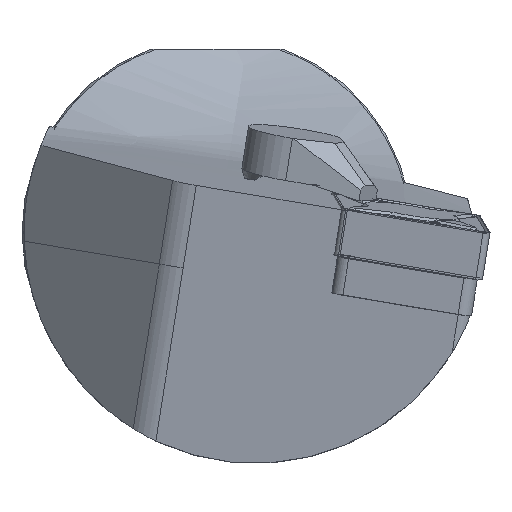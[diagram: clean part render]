
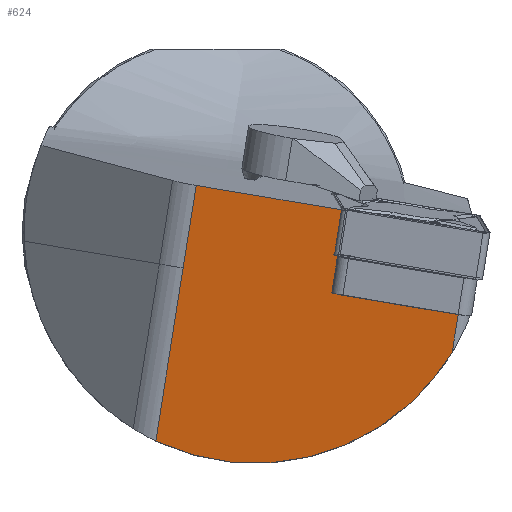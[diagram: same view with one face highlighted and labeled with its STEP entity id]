
A CAD part, left-side view. The second image highlights one B-rep face of the part: STEP entity #624.
In plain terms, the highlighted planar face has unit normal (-0.991, 0.102, -0.089).
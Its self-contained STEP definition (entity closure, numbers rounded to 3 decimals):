
#571=ELLIPSE('',#2577,29.877,29.6);
#583=B_SPLINE_CURVE_WITH_KNOTS('',3,(#3418,#3419,#3420,#3421,#3422,#3423,
#3424),.UNSPECIFIED.,.F.,.F.,(4,3,4),(0.,0.639,1.),
 .UNSPECIFIED.);
#624=ADVANCED_FACE('',(#809),#739,.F.);
#739=PLANE('',#2578);
#809=FACE_OUTER_BOUND('',#919,.T.);
#919=EDGE_LOOP('',(#1425,#1426,#1427,#1428,#1429,#1430,#1431,#1432,#1433,
#1434));
#1040=LINE('',#3349,#1217);
#1050=LINE('',#3385,#1227);
#1057=LINE('',#3416,#1234);
#1058=LINE('',#3426,#1235);
#1059=LINE('',#3428,#1236);
#1060=LINE('',#3430,#1237);
#1061=LINE('',#3434,#1238);
#1217=VECTOR('',#2771,1.);
#1227=VECTOR('',#2789,1.);
#1234=VECTOR('',#2806,1.);
#1235=VECTOR('',#2807,1.);
#1236=VECTOR('',#2808,1.);
#1237=VECTOR('',#2809,1.);
#1238=VECTOR('',#2812,1.);
#1425=ORIENTED_EDGE('',*,*,#2217,.T.);
#1426=ORIENTED_EDGE('',*,*,#2193,.T.);
#1427=ORIENTED_EDGE('',*,*,#2206,.T.);
#1428=ORIENTED_EDGE('',*,*,#2218,.T.);
#1429=ORIENTED_EDGE('',*,*,#2219,.T.);
#1430=ORIENTED_EDGE('',*,*,#2220,.F.);
#1431=ORIENTED_EDGE('',*,*,#2220,.T.);
#1432=ORIENTED_EDGE('',*,*,#2221,.T.);
#1433=ORIENTED_EDGE('',*,*,#2222,.T.);
#1434=ORIENTED_EDGE('',*,*,#2223,.F.);
#1994=VERTEX_POINT('',#3346);
#1995=VERTEX_POINT('',#3348);
#2006=VERTEX_POINT('',#3384);
#2014=VERTEX_POINT('',#3417);
#2015=VERTEX_POINT('',#3425);
#2016=VERTEX_POINT('',#3427);
#2017=VERTEX_POINT('',#3429);
#2018=VERTEX_POINT('',#3431);
#2019=VERTEX_POINT('',#3433);
#2193=EDGE_CURVE('',#1994,#1995,#1040,.T.);
#2206=EDGE_CURVE('',#1995,#2006,#1050,.T.);
#2217=EDGE_CURVE('',#2014,#1994,#1057,.T.);
#2218=EDGE_CURVE('',#2006,#2015,#583,.T.);
#2219=EDGE_CURVE('',#2015,#2016,#1058,.T.);
#2220=EDGE_CURVE('',#2017,#2016,#1059,.T.);
#2221=EDGE_CURVE('',#2016,#2018,#1060,.T.);
#2222=EDGE_CURVE('',#2018,#2019,#571,.T.);
#2223=EDGE_CURVE('',#2014,#2019,#1061,.T.);
#2577=AXIS2_PLACEMENT_3D('',#3432,#2810,#2811);
#2578=AXIS2_PLACEMENT_3D('',#3435,#2813,#2814);
#2771=DIRECTION('',(0.087,0.983,0.165));
#2789=DIRECTION('',(-0.105,-0.156,0.982));
#2806=DIRECTION('',(0.087,0.983,0.165));
#2807=DIRECTION('',(0.105,0.156,-0.982));
#2808=DIRECTION('',(0.087,0.983,0.165));
#2809=DIRECTION('',(0.105,0.156,-0.982));
#2810=DIRECTION('',(-0.991,0.102,-0.089));
#2811=DIRECTION('',(-0.136,-0.747,0.651));
#2812=DIRECTION('',(0.105,0.156,-0.982));
#2813=DIRECTION('',(0.991,-0.102,0.089));
#2814=DIRECTION('',(0.103,0.995,0.));
#3346=CARTESIAN_POINT('',(-265.377,-0.802,-8.099));
#3348=CARTESIAN_POINT('',(-265.324,-0.209,-8.));
#3349=CARTESIAN_POINT('',(-263.635,18.935,-4.788));
#3384=CARTESIAN_POINT('',(-266.454,-1.891,2.619));
#3385=CARTESIAN_POINT('',(-270.043,-7.232,36.342));
#3416=CARTESIAN_POINT('',(-263.635,18.935,-4.788));
#3417=CARTESIAN_POINT('',(-266.746,-16.328,-10.704));
#3418=CARTESIAN_POINT('',(-266.454,-1.891,2.619));
#3419=CARTESIAN_POINT('',(-266.095,2.186,3.303));
#3420=CARTESIAN_POINT('',(-265.735,6.263,3.987));
#3421=CARTESIAN_POINT('',(-265.375,10.341,4.671));
#3422=CARTESIAN_POINT('',(-265.172,12.645,5.058));
#3423=CARTESIAN_POINT('',(-264.969,14.949,5.445));
#3424=CARTESIAN_POINT('',(-264.765,17.254,5.831));
#3425=CARTESIAN_POINT('',(-264.765,17.254,5.831));
#3426=CARTESIAN_POINT('',(-322.619,-68.854,549.495));
#3427=CARTESIAN_POINT('',(-263.64,18.929,-4.746));
#3428=CARTESIAN_POINT('',(-263.64,18.929,-4.746));
#3429=CARTESIAN_POINT('',(-265.248,0.701,-7.804));
#3430=CARTESIAN_POINT('',(-322.619,-68.854,549.495));
#3431=CARTESIAN_POINT('',(-261.279,22.442,-26.929));
#3432=CARTESIAN_POINT('',(-264.999,9.739,-0.193));
#3433=CARTESIAN_POINT('',(-266.23,-15.559,-15.56));
#3434=CARTESIAN_POINT('',(-325.73,-104.118,543.579));
#3435=CARTESIAN_POINT('',(-322.619,-68.854,549.495));
